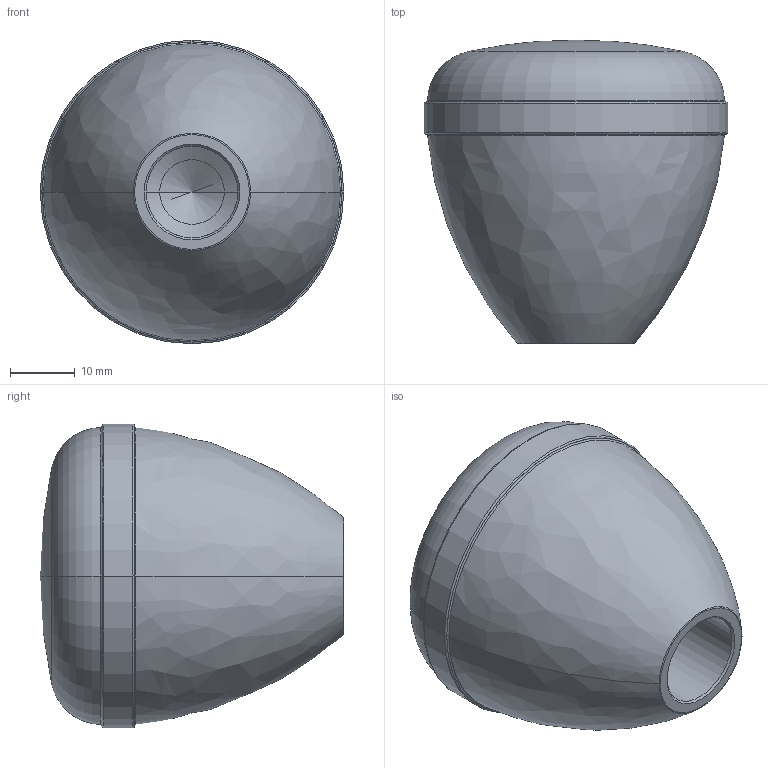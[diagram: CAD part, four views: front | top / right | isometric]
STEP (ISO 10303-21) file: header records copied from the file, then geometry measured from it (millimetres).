
FILE_DESCRIPTION((''),'2;1');
FILE_NAME('POIG','2021-04-23T16:13:14',('ges'),(''),'CREO PARAMETRIC BY PTC INC, 2020053','CREO PARAMETRIC BY PTC INC, 2020053','');
FILE_SCHEMA(('CONFIG_CONTROL_DESIGN'));
Length unit declared in the file: millimetre
Products named in the file (1): POIG
Bounding box: 47 x 47 x 47 mm (x, y, z)
Volume: 51588.9 mm3; surface area: 8769.6 mm2
Topology: 1 solids, 1 shells, 31 faces, 64 edges, 34 vertices
Faces by surface type: torus 12, cylinder 6, cone 6, plane 3, bspline 2, sphere 2
Entity records: 882 total; most frequent: CARTESIAN_POINT 179, DIRECTION 166, ORIENTED_EDGE 120, AXIS2_PLACEMENT_3D 77, EDGE_CURVE 60, CIRCLE 48, VERTEX_POINT 34, EDGE_LOOP 34
